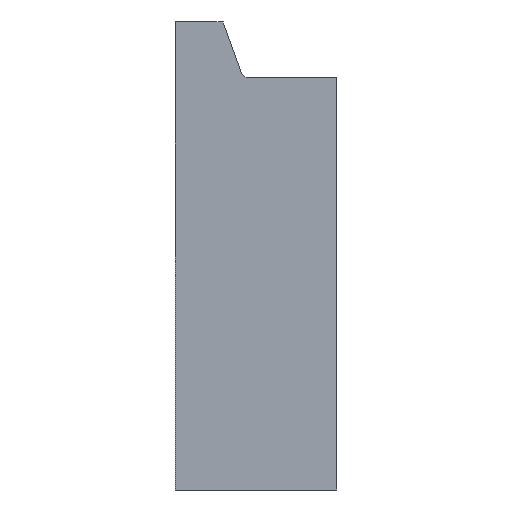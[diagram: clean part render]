
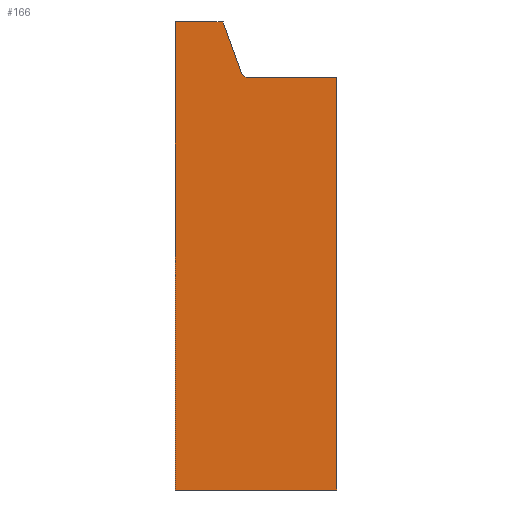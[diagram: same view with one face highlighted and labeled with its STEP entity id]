
A CAD part, front view. The second image highlights one B-rep face of the part: STEP entity #166.
In plain terms, the highlighted planar face has unit normal (0, -1, 0).
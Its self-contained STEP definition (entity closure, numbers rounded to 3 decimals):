
#16=CIRCLE('',#187,1.5);
#25=FACE_OUTER_BOUND('',#34,.T.);
#34=EDGE_LOOP('',(#137,#138,#139,#140,#141,#142,#143));
#38=LINE('',#244,#57);
#41=LINE('',#250,#60);
#44=LINE('',#256,#63);
#48=LINE('',#268,#67);
#51=LINE('',#274,#70);
#54=LINE('',#278,#73);
#57=VECTOR('',#199,10.);
#60=VECTOR('',#204,10.);
#63=VECTOR('',#209,10.);
#67=VECTOR('',#221,10.);
#70=VECTOR('',#226,10.);
#73=VECTOR('',#231,10.);
#76=VERTEX_POINT('',#241);
#77=VERTEX_POINT('',#243);
#79=VERTEX_POINT('',#249);
#81=VERTEX_POINT('',#255);
#83=VERTEX_POINT('',#261);
#85=VERTEX_POINT('',#267);
#87=VERTEX_POINT('',#273);
#90=EDGE_CURVE('',#77,#76,#38,.T.);
#93=EDGE_CURVE('',#79,#77,#41,.T.);
#96=EDGE_CURVE('',#81,#79,#44,.T.);
#99=EDGE_CURVE('',#83,#81,#16,.T.);
#102=EDGE_CURVE('',#85,#83,#48,.T.);
#105=EDGE_CURVE('',#87,#85,#51,.T.);
#108=EDGE_CURVE('',#76,#87,#54,.T.);
#137=ORIENTED_EDGE('',*,*,#108,.T.);
#138=ORIENTED_EDGE('',*,*,#105,.T.);
#139=ORIENTED_EDGE('',*,*,#102,.T.);
#140=ORIENTED_EDGE('',*,*,#99,.T.);
#141=ORIENTED_EDGE('',*,*,#96,.T.);
#142=ORIENTED_EDGE('',*,*,#93,.T.);
#143=ORIENTED_EDGE('',*,*,#90,.T.);
#157=PLANE('',#191);
#166=ADVANCED_FACE('',(#25),#157,.T.);
#187=AXIS2_PLACEMENT_3D('',#262,#215,#216);
#191=AXIS2_PLACEMENT_3D('',#279,#232,#233);
#199=DIRECTION('',(0.,0.,-1.));
#204=DIRECTION('',(-1.,0.,0.));
#209=DIRECTION('',(-0.342,0.,0.94));
#215=DIRECTION('center_axis',(0.,1.,0.));
#216=DIRECTION('ref_axis',(-0.94,0.,-0.342));
#221=DIRECTION('',(-1.,0.,0.));
#226=DIRECTION('',(0.,0.,1.));
#231=DIRECTION('',(1.,0.,0.));
#232=DIRECTION('center_axis',(0.,-1.,0.));
#233=DIRECTION('ref_axis',(1.,0.,0.));
#241=CARTESIAN_POINT('',(0.,-445.,445.));
#243=CARTESIAN_POINT('',(0.,-445.,555.));
#244=CARTESIAN_POINT('',(0.,-445.,555.));
#249=CARTESIAN_POINT('',(11.268,-445.,555.));
#250=CARTESIAN_POINT('',(0.,-445.,555.));
#255=CARTESIAN_POINT('',(15.641,-445.,542.987));
#256=CARTESIAN_POINT('',(15.641,-445.,542.987));
#261=CARTESIAN_POINT('',(17.05,-445.,542.));
#262=CARTESIAN_POINT('Origin',(17.05,-445.,543.5));
#267=CARTESIAN_POINT('',(38.,-445.,542.));
#268=CARTESIAN_POINT('',(17.05,-445.,542.));
#273=CARTESIAN_POINT('',(38.,-445.,445.));
#274=CARTESIAN_POINT('',(38.,-445.,445.));
#278=CARTESIAN_POINT('',(0.,-445.,445.));
#279=CARTESIAN_POINT('Origin',(19.,-445.,500.));
